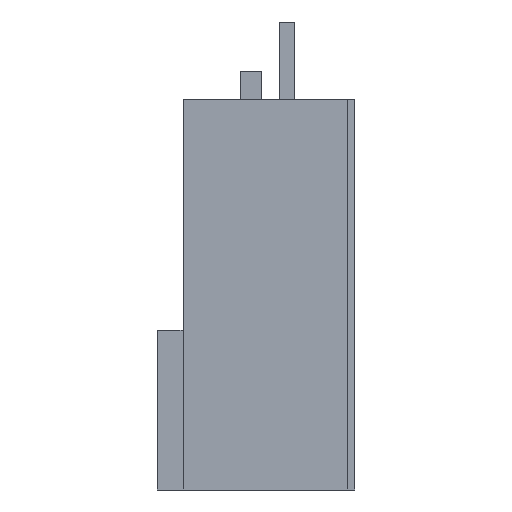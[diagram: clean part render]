
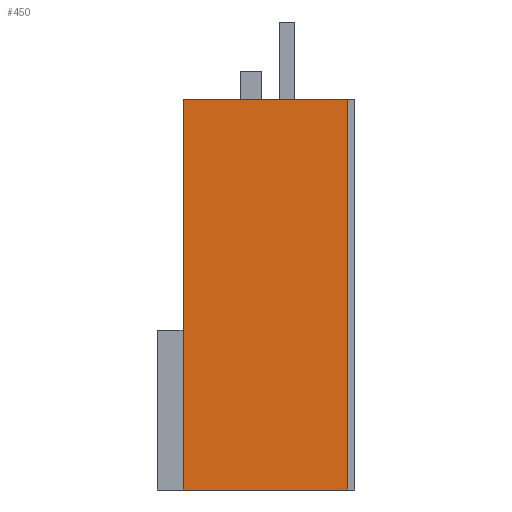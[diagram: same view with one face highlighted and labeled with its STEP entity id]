
A CAD part, left-side view. The second image highlights one B-rep face of the part: STEP entity #450.
In plain terms, the highlighted planar face has unit normal (-1, 0, 0).
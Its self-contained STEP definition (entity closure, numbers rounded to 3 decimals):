
#450 = ADVANCED_FACE ( 'NONE', ( #2022 ), #2070, .F. ) ;
#451 = EDGE_LOOP ( 'NONE', ( #452, #456, #458, #460 ) ) ;
#452 = ORIENTED_EDGE ( 'NONE', *, *, #453, .T. ) ;
#453 = EDGE_CURVE ( 'NONE', #454, #455, #2065, .T. ) ;
#454 = VERTEX_POINT ( 'NONE', #2061 ) ;
#455 = VERTEX_POINT ( 'NONE', #2060 ) ;
#456 = ORIENTED_EDGE ( 'NONE', *, *, #457, .F. ) ;
#457 = EDGE_CURVE ( 'NONE', #488, #455, #2059, .T. ) ;
#458 = ORIENTED_EDGE ( 'NONE', *, *, #487, .F. ) ;
#460 = ORIENTED_EDGE ( 'NONE', *, *, #461, .T. ) ;
#461 = EDGE_CURVE ( 'NONE', #485, #454, #2054, .T. ) ;
#485 = VERTEX_POINT ( 'NONE', #2109 ) ;
#487 = EDGE_CURVE ( 'NONE', #485, #488, #2107, .T. ) ;
#488 = VERTEX_POINT ( 'NONE', #2165 ) ;
#2022 = FACE_OUTER_BOUND ( 'NONE', #451, .T. ) ;
#2051 = DIRECTION ( 'NONE',  ( 0., 0., -1. ) ) ;
#2052 = VECTOR ( 'NONE', #2051, 1000. ) ;
#2053 = CARTESIAN_POINT ( 'NONE',  ( 0., 7., 13.1 ) ) ;
#2054 = LINE ( 'NONE', #2053, #2052 ) ;
#2056 = DIRECTION ( 'NONE',  ( 0., 0., -1. ) ) ;
#2057 = VECTOR ( 'NONE', #2056, 1000. ) ;
#2058 = CARTESIAN_POINT ( 'NONE',  ( 0., 0., 13.1 ) ) ;
#2059 = LINE ( 'NONE', #2058, #2057 ) ;
#2060 = CARTESIAN_POINT ( 'NONE',  ( 0., 0., 0. ) ) ;
#2061 = CARTESIAN_POINT ( 'NONE',  ( 0., 7., 0. ) ) ;
#2062 = DIRECTION ( 'NONE',  ( 0., -1., 0. ) ) ;
#2063 = VECTOR ( 'NONE', #2062, 1000. ) ;
#2064 = CARTESIAN_POINT ( 'NONE',  ( 0., 0., 0. ) ) ;
#2065 = LINE ( 'NONE', #2064, #2063 ) ;
#2066 = DIRECTION ( 'NONE',  ( 0., 0., -1. ) ) ;
#2067 = DIRECTION ( 'NONE',  ( 1., 0., 0. ) ) ;
#2068 = CARTESIAN_POINT ( 'NONE',  ( 0., 0., 13.1 ) ) ;
#2069 = AXIS2_PLACEMENT_3D ( 'NONE', #2068, #2067, #2066 ) ;
#2070 = PLANE ( 'NONE',  #2069 ) ;
#2104 = DIRECTION ( 'NONE',  ( 0., -1., 0. ) ) ;
#2105 = VECTOR ( 'NONE', #2104, 1000. ) ;
#2106 = CARTESIAN_POINT ( 'NONE',  ( 0., 7., 16.6 ) ) ;
#2107 = LINE ( 'NONE', #2106, #2105 ) ;
#2109 = CARTESIAN_POINT ( 'NONE',  ( 0., 7., 16.6 ) ) ;
#2165 = CARTESIAN_POINT ( 'NONE',  ( 0., 0., 16.6 ) ) ;
